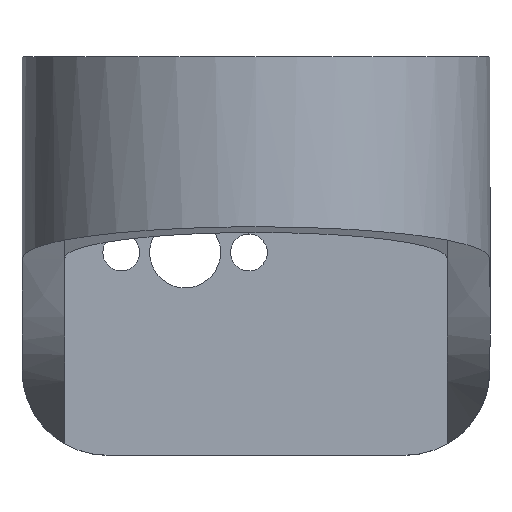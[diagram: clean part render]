
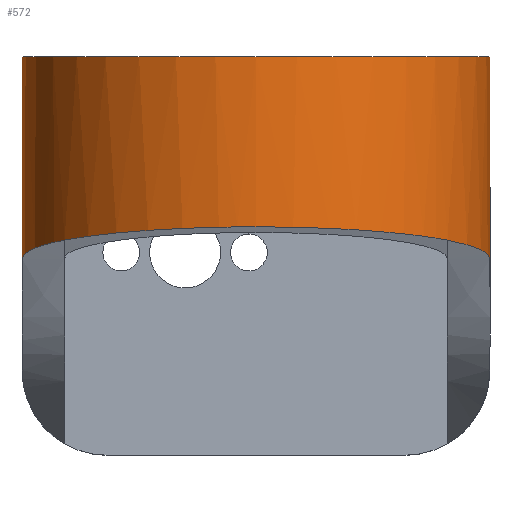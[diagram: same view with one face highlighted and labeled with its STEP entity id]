
A CAD part, top view. The second image highlights one B-rep face of the part: STEP entity #572.
In plain terms, the highlighted cylindrical face has radius 16.5 mm (diameter 33 mm), a partial arc.
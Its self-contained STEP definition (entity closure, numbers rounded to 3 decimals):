
#25=B_SPLINE_CURVE_WITH_KNOTS('',3,(#930,#931,#932,#933,#934,#935,#936,
#937,#938,#939,#940,#941,#942,#943,#944,#945,#946,#947,#948,#949,#950,#951,
#952,#953,#954,#955,#956,#957,#958,#959,#960,#961,#962,#963,#964,#965,#966),
 .UNSPECIFIED.,.F.,.F.,(4,3,3,3,3,3,3,3,3,3,3,3,4),(-2.039,-1.912,
-1.774,-1.738,-1.537,-1.371,
-1.335,-1.214,-1.16,-1.083,
-1.046,-1.03,-1.02),.UNSPECIFIED.);
#27=B_SPLINE_CURVE_WITH_KNOTS('',3,(#1017,#1018,#1019,#1020,#1021,#1022,
#1023,#1024,#1025,#1026,#1027,#1028,#1029,#1030,#1031,#1032),
 .UNSPECIFIED.,.F.,.F.,(4,2,2,2,2,2,2,4),(-1.02,-1.019,
-1.008,-0.991,-0.95,-0.388,
-0.059,0.),.UNSPECIFIED.);
#28=B_SPLINE_CURVE_WITH_KNOTS('',3,(#1048,#1049,#1050,#1051,#1052,#1053,
#1054,#1055,#1056,#1057),.UNSPECIFIED.,.F.,.F.,(4,2,2,2,4),(-5.848,
-5.752,-5.144,-4.57,-4.259),
 .UNSPECIFIED.);
#29=B_SPLINE_CURVE_WITH_KNOTS('',3,(#1058,#1059,#1060,#1061,#1062,#1063,
#1064,#1065,#1066,#1067),.UNSPECIFIED.,.F.,.F.,(4,2,2,2,4),(-3.178,
-2.807,-2.406,-1.828,-1.59),
 .UNSPECIFIED.);
#89=FACE_OUTER_BOUND('',#126,.T.);
#126=EDGE_LOOP('',(#487,#488,#489,#490,#491,#492,#493));
#174=LINE('',#999,#216);
#179=LINE('',#1102,#221);
#216=VECTOR('',#769,10.);
#221=VECTOR('',#780,10.);
#246=CIRCLE('',#643,16.5);
#284=VERTEX_POINT('',#925);
#285=VERTEX_POINT('',#929);
#290=VERTEX_POINT('',#994);
#291=VERTEX_POINT('',#998);
#294=VERTEX_POINT('',#1013);
#296=VERTEX_POINT('',#1047);
#298=VERTEX_POINT('',#1100);
#351=EDGE_CURVE('',#285,#284,#25,.T.);
#359=EDGE_CURVE('',#291,#290,#174,.T.);
#364=EDGE_CURVE('',#290,#294,#27,.T.);
#367=EDGE_CURVE('',#296,#285,#28,.T.);
#368=EDGE_CURVE('',#294,#296,#29,.T.);
#371=EDGE_CURVE('',#298,#291,#246,.T.);
#372=EDGE_CURVE('',#284,#298,#179,.T.);
#487=ORIENTED_EDGE('',*,*,#371,.T.);
#488=ORIENTED_EDGE('',*,*,#359,.T.);
#489=ORIENTED_EDGE('',*,*,#364,.T.);
#490=ORIENTED_EDGE('',*,*,#368,.T.);
#491=ORIENTED_EDGE('',*,*,#367,.T.);
#492=ORIENTED_EDGE('',*,*,#351,.T.);
#493=ORIENTED_EDGE('',*,*,#372,.T.);
#544=CYLINDRICAL_SURFACE('',#642,16.5);
#572=ADVANCED_FACE('',(#89),#544,.T.);
#642=AXIS2_PLACEMENT_3D('',#1099,#776,#777);
#643=AXIS2_PLACEMENT_3D('',#1101,#778,#779);
#769=DIRECTION('',(0.,-1.,0.));
#776=DIRECTION('center_axis',(0.,1.,0.));
#777=DIRECTION('ref_axis',(-0.707,0.,0.707));
#778=DIRECTION('center_axis',(0.,-1.,0.));
#779=DIRECTION('ref_axis',(-0.707,0.,0.707));
#780=DIRECTION('',(0.,1.,0.));
#925=CARTESIAN_POINT('',(16.5,-0.208,51.5));
#929=CARTESIAN_POINT('',(13.5,1.069,60.987));
#930=CARTESIAN_POINT('Ctrl Pts',(13.5,1.069,60.987));
#931=CARTESIAN_POINT('Ctrl Pts',(13.742,1.024,60.642));
#932=CARTESIAN_POINT('Ctrl Pts',(13.971,0.976,60.289));
#933=CARTESIAN_POINT('Ctrl Pts',(14.185,0.928,59.928));
#934=CARTESIAN_POINT('Ctrl Pts',(14.418,0.876,59.536));
#935=CARTESIAN_POINT('Ctrl Pts',(14.635,0.822,59.135));
#936=CARTESIAN_POINT('Ctrl Pts',(14.834,0.767,58.725));
#937=CARTESIAN_POINT('Ctrl Pts',(14.886,0.753,58.617));
#938=CARTESIAN_POINT('Ctrl Pts',(14.938,0.738,58.509));
#939=CARTESIAN_POINT('Ctrl Pts',(14.988,0.724,58.401));
#940=CARTESIAN_POINT('Ctrl Pts',(15.266,0.643,57.795));
#941=CARTESIAN_POINT('Ctrl Pts',(15.508,0.559,57.174));
#942=CARTESIAN_POINT('Ctrl Pts',(15.711,0.474,56.541));
#943=CARTESIAN_POINT('Ctrl Pts',(15.878,0.404,56.021));
#944=CARTESIAN_POINT('Ctrl Pts',(16.019,0.333,55.492));
#945=CARTESIAN_POINT('Ctrl Pts',(16.134,0.26,54.956));
#946=CARTESIAN_POINT('Ctrl Pts',(16.159,0.245,54.841));
#947=CARTESIAN_POINT('Ctrl Pts',(16.182,0.229,54.726));
#948=CARTESIAN_POINT('Ctrl Pts',(16.204,0.214,54.61));
#949=CARTESIAN_POINT('Ctrl Pts',(16.28,0.161,54.217));
#950=CARTESIAN_POINT('Ctrl Pts',(16.341,0.107,53.821));
#951=CARTESIAN_POINT('Ctrl Pts',(16.387,0.053,53.424));
#952=CARTESIAN_POINT('Ctrl Pts',(16.408,0.029,53.246));
#953=CARTESIAN_POINT('Ctrl Pts',(16.426,0.005,53.068));
#954=CARTESIAN_POINT('Ctrl Pts',(16.441,-0.019,52.89));
#955=CARTESIAN_POINT('Ctrl Pts',(16.463,-0.054,52.636));
#956=CARTESIAN_POINT('Ctrl Pts',(16.478,-0.088,52.382));
#957=CARTESIAN_POINT('Ctrl Pts',(16.488,-0.123,52.128));
#958=CARTESIAN_POINT('Ctrl Pts',(16.493,-0.139,52.006));
#959=CARTESIAN_POINT('Ctrl Pts',(16.496,-0.156,51.884));
#960=CARTESIAN_POINT('Ctrl Pts',(16.498,-0.173,51.762));
#961=CARTESIAN_POINT('Ctrl Pts',(16.499,-0.18,51.71));
#962=CARTESIAN_POINT('Ctrl Pts',(16.499,-0.187,51.658));
#963=CARTESIAN_POINT('Ctrl Pts',(16.5,-0.194,51.605));
#964=CARTESIAN_POINT('Ctrl Pts',(16.5,-0.199,51.57));
#965=CARTESIAN_POINT('Ctrl Pts',(16.5,-0.204,51.535));
#966=CARTESIAN_POINT('Ctrl Pts',(16.5,-0.208,51.5));
#994=CARTESIAN_POINT('',(-16.5,-0.208,51.5));
#998=CARTESIAN_POINT('',(-16.5,14.,51.5));
#999=CARTESIAN_POINT('',(-16.5,7.,51.5));
#1013=CARTESIAN_POINT('',(-13.5,1.069,60.987));
#1017=CARTESIAN_POINT('Ctrl Pts',(-16.5,-0.208,51.5));
#1018=CARTESIAN_POINT('Ctrl Pts',(-16.5,-0.208,51.506));
#1019=CARTESIAN_POINT('Ctrl Pts',(-16.5,-0.207,
51.511));
#1020=CARTESIAN_POINT('Ctrl Pts',(-16.5,-0.201,51.552));
#1021=CARTESIAN_POINT('Ctrl Pts',(-16.5,-0.197,
51.587));
#1022=CARTESIAN_POINT('Ctrl Pts',(-16.499,-0.184,
51.678));
#1023=CARTESIAN_POINT('Ctrl Pts',(-16.498,-0.176,
51.734));
#1024=CARTESIAN_POINT('Ctrl Pts',(-16.495,-0.15,
51.926));
#1025=CARTESIAN_POINT('Ctrl Pts',(-16.491,-0.132,
52.061));
#1026=CARTESIAN_POINT('Ctrl Pts',(-16.407,0.139,54.051));
#1027=CARTESIAN_POINT('Ctrl Pts',(-16.016,0.386,55.881));
#1028=CARTESIAN_POINT('Ctrl Pts',(-14.925,0.753,58.619));
#1029=CARTESIAN_POINT('Ctrl Pts',(-14.423,0.883,59.589));
#1030=CARTESIAN_POINT('Ctrl Pts',(-13.722,1.027,60.665));
#1031=CARTESIAN_POINT('Ctrl Pts',(-13.612,1.048,60.827));
#1032=CARTESIAN_POINT('Ctrl Pts',(-13.5,1.069,60.987));
#1047=CARTESIAN_POINT('',(0.,2.,68.));
#1048=CARTESIAN_POINT('Ctrl Pts',(0.,2.,
68.));
#1049=CARTESIAN_POINT('Ctrl Pts',(0.317,2.,68.));
#1050=CARTESIAN_POINT('Ctrl Pts',(0.634,1.999,67.991));
#1051=CARTESIAN_POINT('Ctrl Pts',(2.974,1.981,67.856));
#1052=CARTESIAN_POINT('Ctrl Pts',(4.956,1.916,67.368));
#1053=CARTESIAN_POINT('Ctrl Pts',(8.54,1.702,65.747));
#1054=CARTESIAN_POINT('Ctrl Pts',(10.129,1.559,64.664));
#1055=CARTESIAN_POINT('Ctrl Pts',(12.238,1.286,62.615));
#1056=CARTESIAN_POINT('Ctrl Pts',(12.909,1.182,61.828));
#1057=CARTESIAN_POINT('Ctrl Pts',(13.5,1.069,60.987));
#1058=CARTESIAN_POINT('Ctrl Pts',(-13.5,1.069,60.987));
#1059=CARTESIAN_POINT('Ctrl Pts',(-12.793,1.204,61.993));
#1060=CARTESIAN_POINT('Ctrl Pts',(-11.976,1.327,62.917));
#1061=CARTESIAN_POINT('Ctrl Pts',(-10.075,1.555,64.635));
#1062=CARTESIAN_POINT('Ctrl Pts',(-8.982,1.657,65.405));
#1063=CARTESIAN_POINT('Ctrl Pts',(-6.113,1.861,66.946));
#1064=CARTESIAN_POINT('Ctrl Pts',(-4.271,1.941,67.554));
#1065=CARTESIAN_POINT('Ctrl Pts',(-1.579,1.993,67.943));
#1066=CARTESIAN_POINT('Ctrl Pts',(-0.789,2.,68.));
#1067=CARTESIAN_POINT('Ctrl Pts',(0.,2.,
68.));
#1099=CARTESIAN_POINT('Origin',(0.,7.,51.5));
#1100=CARTESIAN_POINT('',(16.5,14.,51.5));
#1101=CARTESIAN_POINT('Origin',(0.,14.,51.5));
#1102=CARTESIAN_POINT('',(16.5,-7.,51.5));
